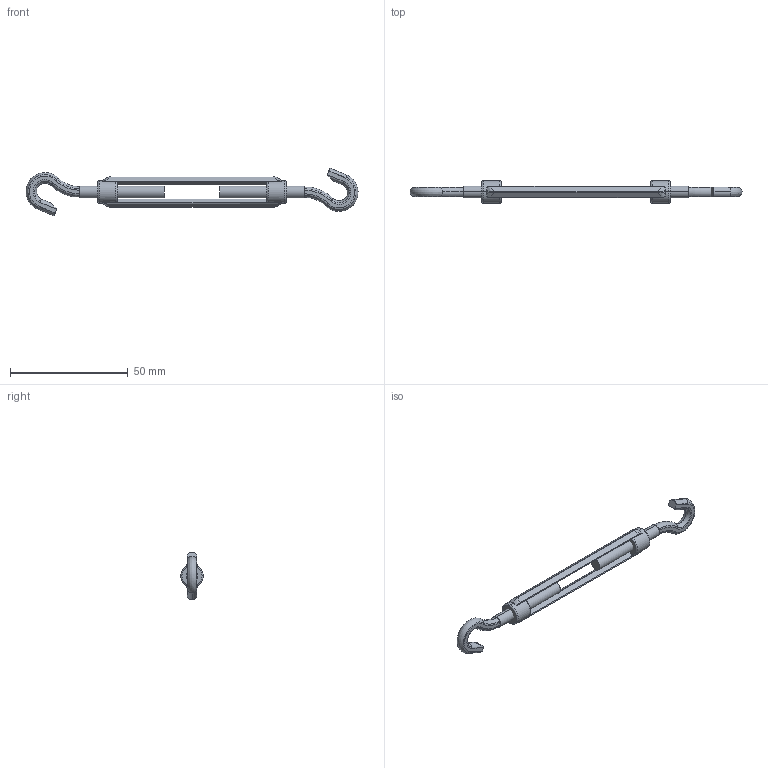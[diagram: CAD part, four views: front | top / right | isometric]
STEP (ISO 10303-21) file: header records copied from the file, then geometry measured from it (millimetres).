
FILE_DESCRIPTION (( 'STEP AP214' ), '1' );
FILE_NAME ('Ñáîðêà1.STEP', '2025-04-01T13:54:59', ( '' ), ( '' ), 'SwSTEP 2.0', 'SolidWorks 2025', '' );
FILE_SCHEMA (( 'AUTOMOTIVE_DESIGN' ));
Length unit declared in the file: millimetre
Products named in the file (4): Талреп крюк_00; A725 Талреп (крюк-крюк) М5 DIN1480_00; Талреп основание_00; Сборка1
Assembly tree (4 placements, depth 3):
  Сборка1
    A725 Талреп (крюк-крюк) М5 DIN1480_00
      Талреп основание_00
      Талреп крюк_00  x2
Bounding box: 141.09 x 9.5 x 20.17 mm (x, y, z)
Volume: 4715.2 mm3; surface area: 4695.1 mm2
Topology: 3 solids, 3 shells, 110 faces, 288 edges, 180 vertices
Faces by surface type: cylinder 32, bspline 26, plane 24, torus 22, cone 6
Entity records: 4786 total; most frequent: CARTESIAN_POINT 2770, ORIENTED_EDGE 432, DIRECTION 362, EDGE_CURVE 216, AXIS2_PLACEMENT_3D 152, VERTEX_POINT 136, EDGE_LOOP 88, ADVANCED_FACE 83
